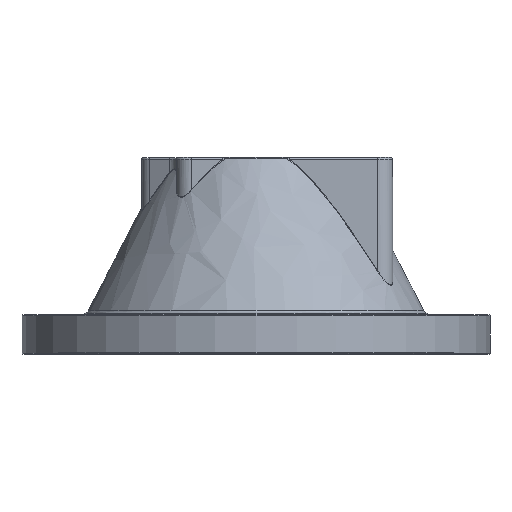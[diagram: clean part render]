
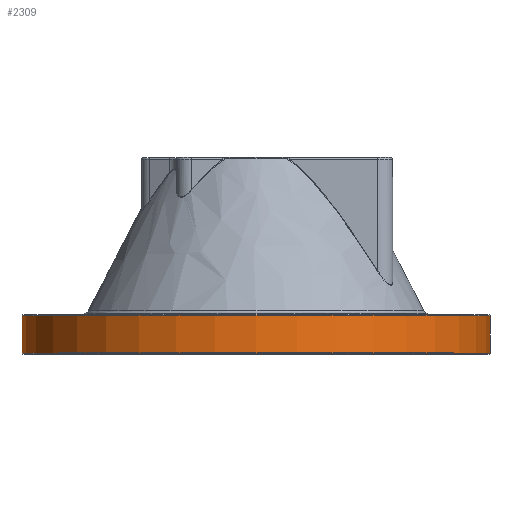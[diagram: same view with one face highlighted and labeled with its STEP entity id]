
A CAD part, top view. The second image highlights one B-rep face of the part: STEP entity #2309.
In plain terms, the highlighted cylindrical face has radius 125 mm (diameter 250 mm), a full revolution.
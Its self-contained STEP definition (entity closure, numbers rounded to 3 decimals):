
#2247=CARTESIAN_POINT('',(419.094,714.141,-83.567));
#2248=VERTEX_POINT('',#2247);
#2255=CARTESIAN_POINT('',(169.094,714.141,-83.567));
#2256=VERTEX_POINT('',#2255);
#2257=CARTESIAN_POINT('',(294.094,714.141,-83.567));
#2258=DIRECTION('',(0.0,1.0,0.0));
#2259=DIRECTION('',(1.0,0.0,0.0));
#2260=AXIS2_PLACEMENT_3D('',#2257,#2258,#2259);
#2261=CIRCLE('',#2260,125.0);
#2262=EDGE_CURVE('',#2256,#2248,#2261,.T.);
#2264=CARTESIAN_POINT('',(294.094,714.141,-83.567));
#2265=DIRECTION('',(0.0,1.0,0.0));
#2266=DIRECTION('',(1.0,0.0,0.0));
#2267=AXIS2_PLACEMENT_3D('',#2264,#2265,#2266);
#2268=CIRCLE('',#2267,125.0);
#2269=EDGE_CURVE('',#2248,#2256,#2268,.T.);
#2275=CARTESIAN_POINT('',(294.094,714.141,-83.567));
#2276=DIRECTION('',(0.0,1.0,0.0));
#2277=DIRECTION('',(1.0,0.0,0.0));
#2278=AXIS2_PLACEMENT_3D('',#2275,#2276,#2277);
#2279=CYLINDRICAL_SURFACE('',#2278,125.0);
#2280=ORIENTED_EDGE('',*,*,#2269,.T.);
#2281=ORIENTED_EDGE('',*,*,#2262,.T.);
#2282=CARTESIAN_POINT('',(419.094,734.141,-83.567));
#2283=VERTEX_POINT('',#2282);
#2284=CARTESIAN_POINT('',(419.094,714.141,-83.567));
#2285=DIRECTION('',(0.0,1.0,0.0));
#2286=VECTOR('',#2285,20.0);
#2287=LINE('',#2284,#2286);
#2288=EDGE_CURVE('',#2248,#2283,#2287,.T.);
#2289=ORIENTED_EDGE('',*,*,#2288,.T.);
#2290=CARTESIAN_POINT('',(169.094,734.141,-83.567));
#2291=VERTEX_POINT('',#2290);
#2292=CARTESIAN_POINT('',(294.094,734.141,-83.567));
#2293=DIRECTION('',(0.0,1.0,0.0));
#2294=DIRECTION('',(1.0,0.0,0.0));
#2295=AXIS2_PLACEMENT_3D('',#2292,#2293,#2294);
#2296=CIRCLE('',#2295,125.0);
#2297=EDGE_CURVE('',#2291,#2283,#2296,.T.);
#2298=ORIENTED_EDGE('',*,*,#2297,.F.);
#2299=CARTESIAN_POINT('',(294.094,734.141,-83.567));
#2300=DIRECTION('',(0.0,1.0,0.0));
#2301=DIRECTION('',(1.0,0.0,0.0));
#2302=AXIS2_PLACEMENT_3D('',#2299,#2300,#2301);
#2303=CIRCLE('',#2302,125.0);
#2304=EDGE_CURVE('',#2283,#2291,#2303,.T.);
#2305=ORIENTED_EDGE('',*,*,#2304,.F.);
#2306=ORIENTED_EDGE('',*,*,#2288,.F.);
#2307=EDGE_LOOP('',(#2280,#2281,#2289,#2298,#2305,#2306));
#2308=FACE_OUTER_BOUND('',#2307,.T.);
#2309=ADVANCED_FACE('',(#2308),#2279,.T.);
